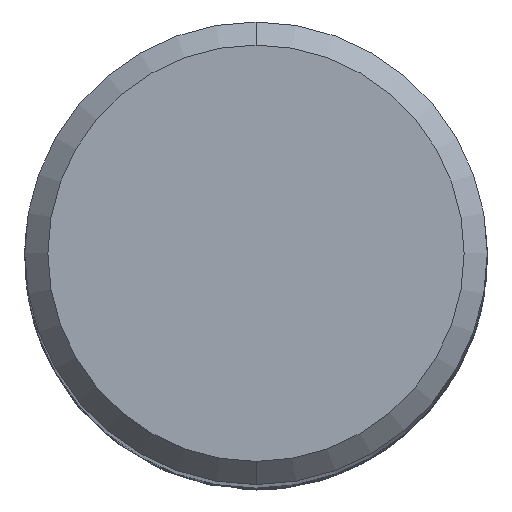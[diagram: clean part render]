
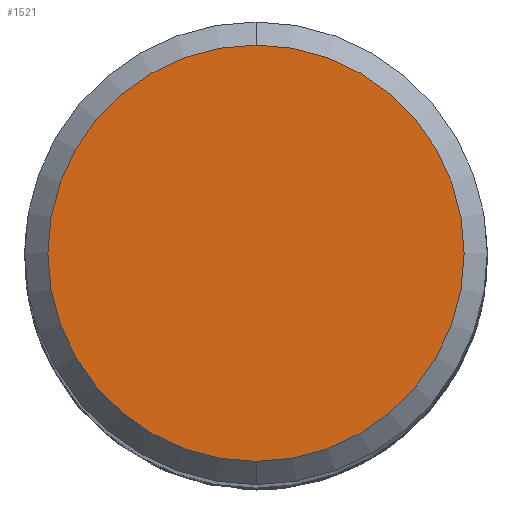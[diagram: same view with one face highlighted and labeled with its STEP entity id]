
A CAD part, top view. The second image highlights one B-rep face of the part: STEP entity #1521.
In plain terms, the highlighted planar face has unit normal (0, 0, 1).
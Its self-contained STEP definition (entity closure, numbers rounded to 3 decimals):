
#1109=VERTEX_POINT('',#2521);
#1521=ADVANCED_FACE('',(#2974),#2975,.T.);
#1871=EDGE_CURVE('',#1109,#1949,#3355,.T.);
#1893=EDGE_CURVE('',#1949,#1109,#3380,.T.);
#1949=VERTEX_POINT('',#3441);
#2521=CARTESIAN_POINT('',(0.,-5.4,0.0));
#2974=FACE_OUTER_BOUND('',#13178,.T.);
#2975=PLANE('',#13179);
#3355=CIRCLE('',#18395,5.4);
#3380=CIRCLE('',#18794,5.4);
#3441=CARTESIAN_POINT('',(0.0,5.4,0.0));
#13178=EDGE_LOOP('',(#21567,#21568));
#13179=AXIS2_PLACEMENT_3D('',#21569,#21570,#21571);
#18395=AXIS2_PLACEMENT_3D('',#21881,#21882,#21883);
#18794=AXIS2_PLACEMENT_3D('',#21924,#21925,#21926);
#21567=ORIENTED_EDGE('',*,*,#1893,.F.);
#21568=ORIENTED_EDGE('',*,*,#1871,.F.);
#21569=CARTESIAN_POINT('',(0.0,2.7,0.0));
#21570=DIRECTION('',(-0.0,0.0,1.0));
#21571=DIRECTION('',(0.0,-1.0,0.0));
#21881=CARTESIAN_POINT('',(0.0,0.0,0.0));
#21882=DIRECTION('',(0.0,0.0,-1.0));
#21883=DIRECTION('',(0.0,1.0,0.0));
#21924=CARTESIAN_POINT('',(0.0,0.0,0.0));
#21925=DIRECTION('',(0.0,0.0,-1.0));
#21926=DIRECTION('',(0.0,1.0,0.0));
